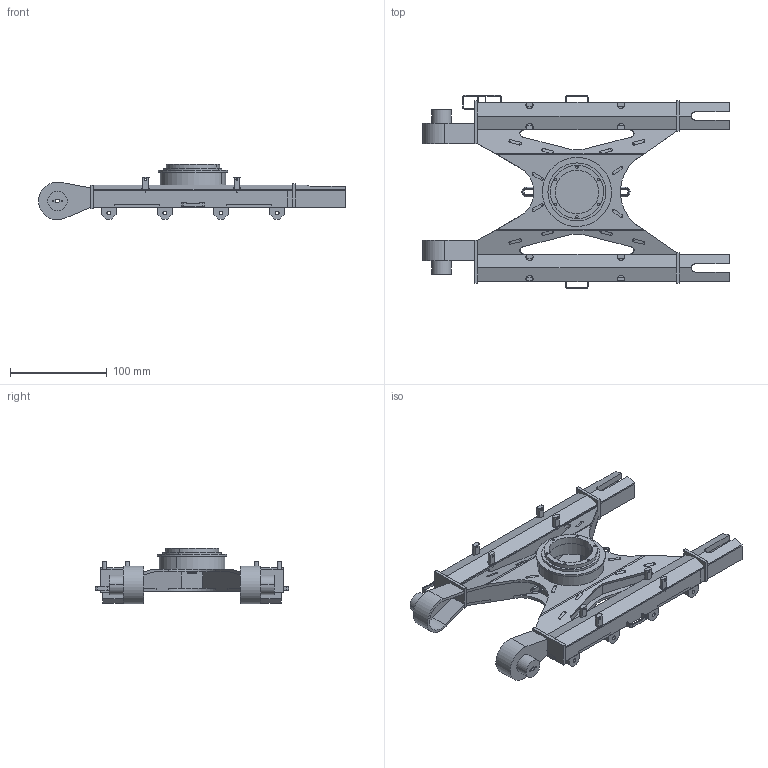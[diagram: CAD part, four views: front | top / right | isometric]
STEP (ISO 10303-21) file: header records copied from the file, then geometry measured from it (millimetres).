
FILE_DESCRIPTION(('CATIA V5 STEP Exchange'),'2;1');
FILE_NAME('Sous ensemble chassis fixe.stp','2024-04-16T16:05:33+00:00',('none'),('none'),'CATIA Version 5 Release 19 GA (IN-10)','CATIA V5 STEP AP203','none');
FILE_SCHEMA(('CONFIG_CONTROL_DESIGN'));
Length unit declared in the file: millimetre
Products named in the file (1): Sous ensemble chassis fixe
Assembly tree (42 placements, depth 2):
  Sous ensemble chassis fixe
    #56
    #5251  x8
    #5856
    #6542
    #7593  x2
    #8152  x2
    #9504  x8
    #9921  x2
    #10381  x2
    #10696
    #13896
    #14805
    #15576
    #16347  x2
    #17226
    #18761
    #20296  x2
    #21174
    #22416  x2
    #22791
    #24272
Bounding box: 316.97 x 199.5 x 57.46 mm (x, y, z)
Volume: 380269.6 mm3; surface area: 254370.4 mm2
Topology: 42 solids, 42 shells, 1155 faces, 3134 edges, 2068 vertices
Faces by surface type: plane 778, cylinder 369, torus 8
Entity records: 25681 total; most frequent: CARTESIAN_POINT 5162, ORIENTED_EDGE 4514, DIRECTION 3475, EDGE_CURVE 2257, VECTOR 1719, LINE 1719, VERTEX_POINT 1500, AXIS2_PLACEMENT_3D 1103
